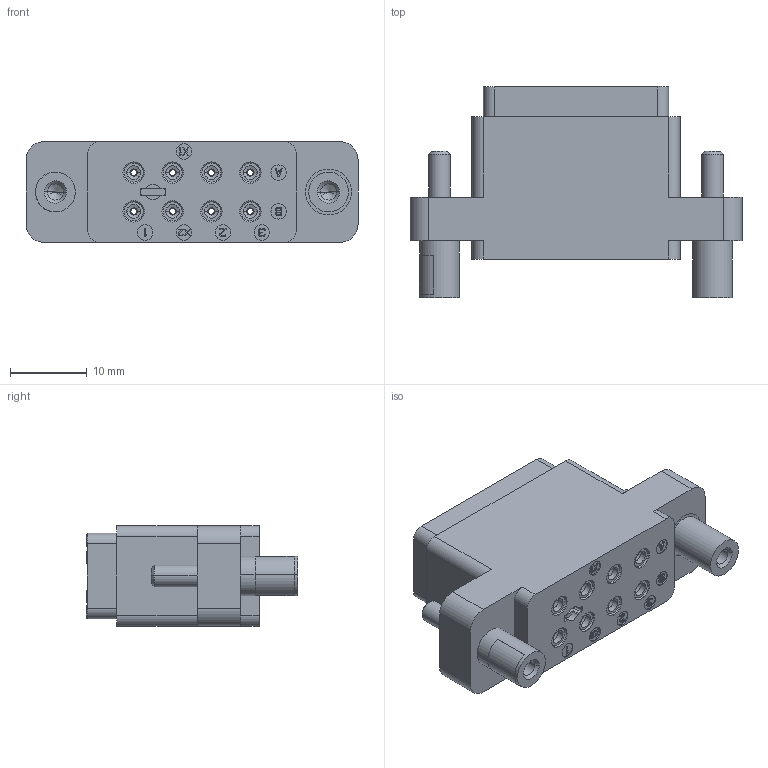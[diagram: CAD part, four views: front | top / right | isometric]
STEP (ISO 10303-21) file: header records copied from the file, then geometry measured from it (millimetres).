
FILE_DESCRIPTION((''),'2;1');
FILE_NAME('00158135202','2020-09-30T',('presta_be4'),(''),'CREO PARAMETRIC BY PTC INC, 2018360','CREO PARAMETRIC BY PTC INC, 2018360','');
FILE_SCHEMA(('CONFIG_CONTROL_DESIGN'));
Length unit declared in the file: millimetre
Products named in the file (1): 00158135202
Bounding box: 43.4 x 27.65 x 13.2 mm (x, y, z)
Volume: 7673.8 mm3; surface area: 6662.2 mm2
Topology: 2 solids, 2 shells, 1288 faces, 3248 edges, 2058 vertices
Faces by surface type: plane 690, cylinder 310, cone 140, torus 112, bspline 36
Entity records: 39852 total; most frequent: CARTESIAN_POINT 8546, DIRECTION 6536, ORIENTED_EDGE 6488, EDGE_CURVE 3244, AXIS2_PLACEMENT_3D 2256, VERTEX_POINT 2058, VECTOR 2024, LINE 2024
